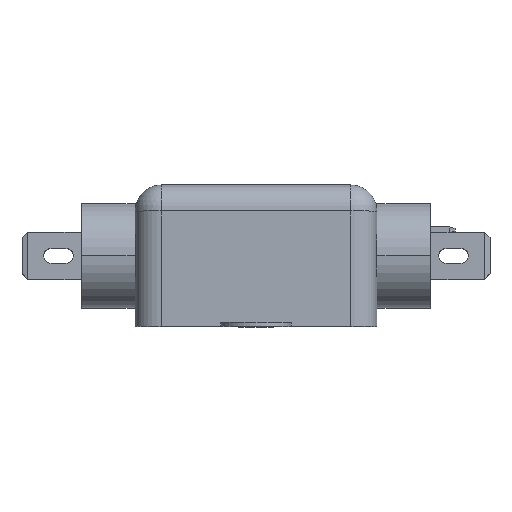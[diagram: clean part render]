
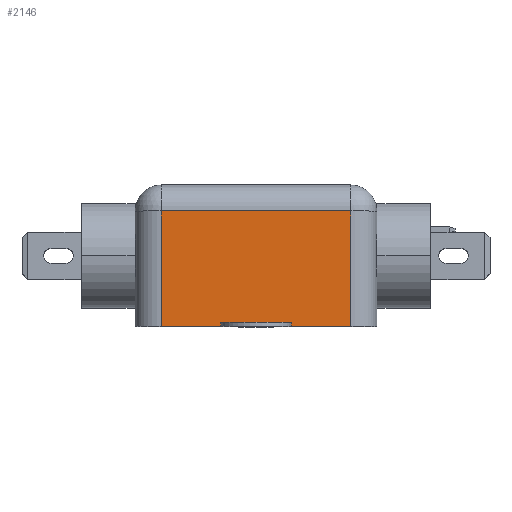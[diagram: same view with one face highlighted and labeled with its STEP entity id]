
A CAD part, top view. The second image highlights one B-rep face of the part: STEP entity #2146.
In plain terms, the highlighted planar face has unit normal (0, 0, 1).
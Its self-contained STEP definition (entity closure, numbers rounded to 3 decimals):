
#5 = CARTESIAN_POINT ( 'NONE',  ( 12.75, 15.5, 22. ) ) ;
#10 = EDGE_CURVE ( 'NONE', #2415, #3376, #4182, .T. ) ;
#88 = DIRECTION ( 'NONE',  ( -1., 0., 0. ) ) ;
#219 = DIRECTION ( 'NONE',  ( 0., -1., 0. ) ) ;
#546 = VECTOR ( 'NONE', #1401, 1000. ) ;
#621 = ORIENTED_EDGE ( 'NONE', *, *, #1443, .T. ) ;
#660 = FACE_OUTER_BOUND ( 'NONE', #741, .T. ) ;
#741 = EDGE_LOOP ( 'NONE', ( #3600, #621, #1091, #1608, #3881, #3656, #3669, #2387 ) ) ;
#753 = DIRECTION ( 'NONE',  ( 0., 1., 0. ) ) ;
#824 = VECTOR ( 'NONE', #753, 1000. ) ;
#1073 = DIRECTION ( 'NONE',  ( 1., 0., 0. ) ) ;
#1087 = DIRECTION ( 'NONE',  ( 1., 0., 0. ) ) ;
#1091 = ORIENTED_EDGE ( 'NONE', *, *, #3289, .T. ) ;
#1187 = LINE ( 'NONE', #2651, #1802 ) ;
#1211 = DIRECTION ( 'NONE',  ( 0., 0., -1. ) ) ;
#1262 = VECTOR ( 'NONE', #1073, 1000. ) ;
#1336 = CARTESIAN_POINT ( 'NONE',  ( -4.75, 0., 22. ) ) ;
#1376 = VECTOR ( 'NONE', #2109, 1000. ) ;
#1401 = DIRECTION ( 'NONE',  ( 0., -1., 0. ) ) ;
#1420 = EDGE_CURVE ( 'NONE', #3495, #4852, #2279, .T. ) ;
#1443 = EDGE_CURVE ( 'NONE', #4852, #4374, #3031, .T. ) ;
#1608 = ORIENTED_EDGE ( 'NONE', *, *, #3624, .T. ) ;
#1635 = VECTOR ( 'NONE', #1087, 1000. ) ;
#1794 = CARTESIAN_POINT ( 'NONE',  ( -12.75, 19., 22. ) ) ;
#1802 = VECTOR ( 'NONE', #2253, 1000. ) ;
#2054 = VERTEX_POINT ( 'NONE', #5 ) ;
#2109 = DIRECTION ( 'NONE',  ( 1., 0., 0. ) ) ;
#2146 = ADVANCED_FACE ( 'NONE', ( #660 ), #4242, .F. ) ;
#2187 = CARTESIAN_POINT ( 'NONE',  ( -4.75, 0.5, 22. ) ) ;
#2243 = DIRECTION ( 'NONE',  ( 0., -1., 0. ) ) ;
#2253 = DIRECTION ( 'NONE',  ( -1., 0., 0. ) ) ;
#2279 = LINE ( 'NONE', #4454, #1262 ) ;
#2281 = CARTESIAN_POINT ( 'NONE',  ( 12.75, 19., 22. ) ) ;
#2387 = ORIENTED_EDGE ( 'NONE', *, *, #4201, .F. ) ;
#2415 = VERTEX_POINT ( 'NONE', #3890 ) ;
#2505 = VECTOR ( 'NONE', #219, 1000. ) ;
#2555 = LINE ( 'NONE', #1794, #546 ) ;
#2627 = VECTOR ( 'NONE', #2243, 1000. ) ;
#2651 = CARTESIAN_POINT ( 'NONE',  ( -16.25, 15.5, 22. ) ) ;
#2791 = EDGE_CURVE ( 'NONE', #2824, #2415, #2555, .T. ) ;
#2824 = VERTEX_POINT ( 'NONE', #4826 ) ;
#3031 = LINE ( 'NONE', #4424, #2627 ) ;
#3289 = EDGE_CURVE ( 'NONE', #4374, #3864, #4737, .T. ) ;
#3338 = CARTESIAN_POINT ( 'NONE',  ( -16.25, 0., 22. ) ) ;
#3376 = VERTEX_POINT ( 'NONE', #1336 ) ;
#3495 = VERTEX_POINT ( 'NONE', #2187 ) ;
#3524 = CARTESIAN_POINT ( 'NONE',  ( 4.75, 0.5, 22. ) ) ;
#3582 = AXIS2_PLACEMENT_3D ( 'NONE', #4590, #1211, #88 ) ;
#3585 = CARTESIAN_POINT ( 'NONE',  ( -4.75, 0.5, 22. ) ) ;
#3600 = ORIENTED_EDGE ( 'NONE', *, *, #1420, .T. ) ;
#3624 = EDGE_CURVE ( 'NONE', #3864, #2054, #4845, .T. ) ;
#3649 = EDGE_CURVE ( 'NONE', #2054, #2824, #1187, .T. ) ;
#3656 = ORIENTED_EDGE ( 'NONE', *, *, #2791, .T. ) ;
#3669 = ORIENTED_EDGE ( 'NONE', *, *, #10, .T. ) ;
#3784 = CARTESIAN_POINT ( 'NONE',  ( 12.75, 0., 22. ) ) ;
#3864 = VERTEX_POINT ( 'NONE', #3784 ) ;
#3881 = ORIENTED_EDGE ( 'NONE', *, *, #3649, .T. ) ;
#3890 = CARTESIAN_POINT ( 'NONE',  ( -12.75, 0., 22. ) ) ;
#4182 = LINE ( 'NONE', #3338, #1635 ) ;
#4201 = EDGE_CURVE ( 'NONE', #3495, #3376, #4840, .T. ) ;
#4242 = PLANE ( 'NONE',  #3582 ) ;
#4360 = CARTESIAN_POINT ( 'NONE',  ( -16.25, 0., 22. ) ) ;
#4374 = VERTEX_POINT ( 'NONE', #4437 ) ;
#4424 = CARTESIAN_POINT ( 'NONE',  ( 4.75, 0.5, 22. ) ) ;
#4437 = CARTESIAN_POINT ( 'NONE',  ( 4.75, 0., 22. ) ) ;
#4454 = CARTESIAN_POINT ( 'NONE',  ( -4.75, 0.5, 22. ) ) ;
#4590 = CARTESIAN_POINT ( 'NONE',  ( -16.25, 19., 22. ) ) ;
#4737 = LINE ( 'NONE', #4360, #1376 ) ;
#4826 = CARTESIAN_POINT ( 'NONE',  ( -12.75, 15.5, 22. ) ) ;
#4840 = LINE ( 'NONE', #3585, #2505 ) ;
#4845 = LINE ( 'NONE', #2281, #824 ) ;
#4852 = VERTEX_POINT ( 'NONE', #3524 ) ;
